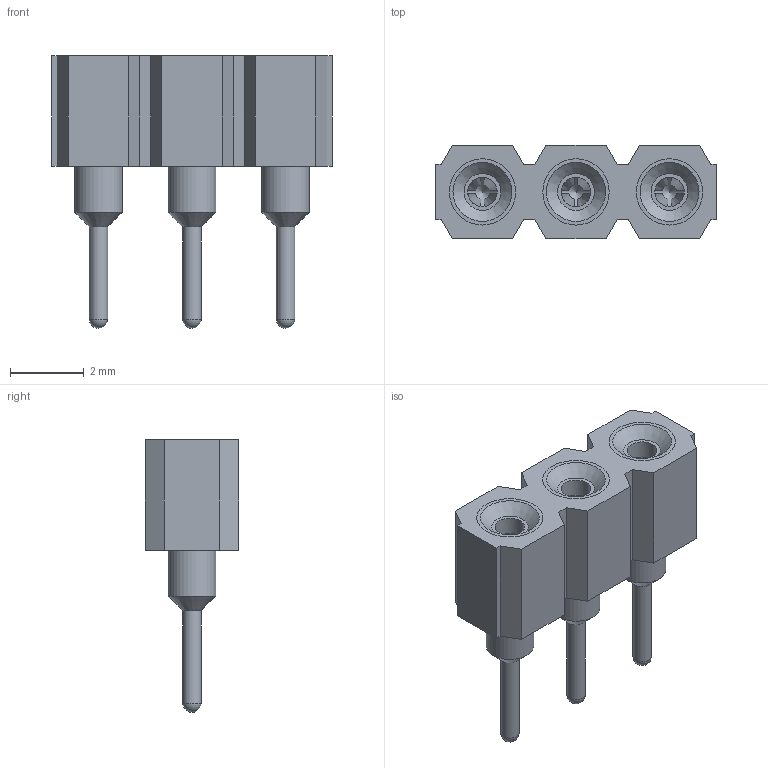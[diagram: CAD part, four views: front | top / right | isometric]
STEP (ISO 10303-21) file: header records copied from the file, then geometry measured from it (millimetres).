
FILE_DESCRIPTION(('STEP AP214'), '1');
FILE_NAME('SCSL (DS1002-01 CONNFLY)', '', ('UNSPECIFIED'), ('UNSPECIFIED'), 'ASCON STEP Converter 1.6', 'ASCON Math Kernel', '');
FILE_SCHEMA(('AUTOMOTIVE_DESIGN { 1 0 10303 214 3 1 1}'));
Length unit declared in the file: millimetre
Bounding box: 7.62 x 2.54 x 7.4 mm (x, y, z)
Volume: 50.4 mm3; surface area: 287 mm2
Topology: 7 solids, 7 shells, 150 faces, 345 edges, 209 vertices
Faces by surface type: plane 90, cone 33, cylinder 24, sphere 3
Full cylindrical faces by diameter (mm): 0.5 x3, 0.8 x3, 1 x6, 1.3 x6, 1.8 x6
Entity records: 5686 total; most frequent: CARTESIAN_POINT 1185, DIRECTION 680, ORIENTED_EDGE 606, EDGE_CURVE 303, AXIS2_PLACEMENT_3D 274, VERTEX_POINT 203, EDGE_LOOP 198, COLOUR_RGB 157
